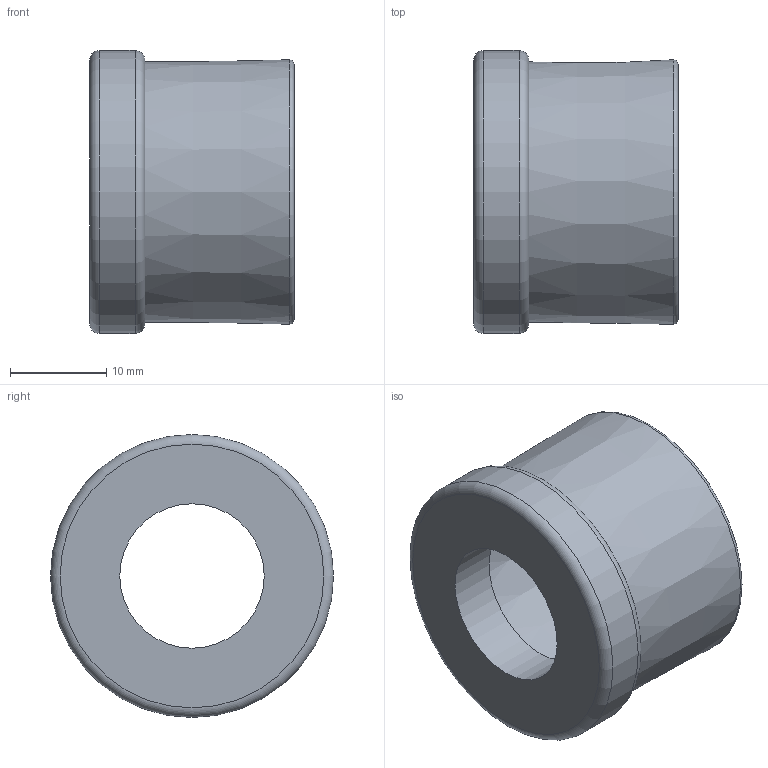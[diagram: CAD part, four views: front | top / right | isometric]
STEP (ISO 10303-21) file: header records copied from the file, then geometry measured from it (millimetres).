
FILE_DESCRIPTION(/* description */ (''),/* implementation_level */ '2;1');
FILE_NAME(/* name */ 'P-TET-000136-0.step',/* time_stamp */ '2021-07-09T10:31:41+01:00',/* author */ (''),/* organization */ (''),/* preprocessor_version */ 'ST-DEVELOPER v18.1',/* originating_system */ 'Autodesk Translation Framework v10.9.0.1377',/* authorisation */ '');
FILE_SCHEMA (('AUTOMOTIVE_DESIGN { 1 0 10303 214 3 1 1 }'));
Length unit declared in the file: millimetre
Products named in the file (1): P-TET-000136-0
Bounding box: 21.24 x 29.4 x 29.4 mm (x, y, z)
Volume: 5692.9 mm3; surface area: 4120.3 mm2
Topology: 1 solids, 1 shells, 13 faces, 29 edges, 19 vertices
Faces by surface type: torus 4, cylinder 3, plane 3, cone 3
Full cylindrical faces by diameter (mm): 15 x1, 22.027 x1, 29.4 x1
Entity records: 422 total; most frequent: DIRECTION 80, CARTESIAN_POINT 62, ORIENTED_EDGE 58, AXIS2_PLACEMENT_3D 37, EDGE_CURVE 29, CIRCLE 23, VERTEX_POINT 19, EDGE_LOOP 16
